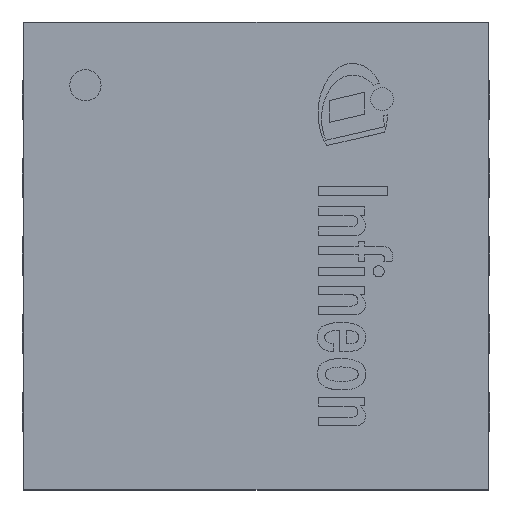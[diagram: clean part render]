
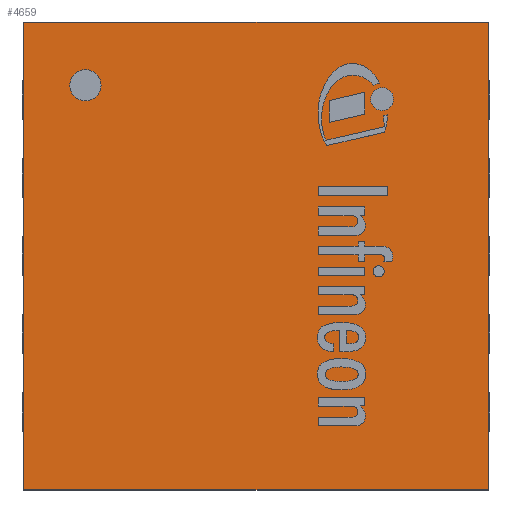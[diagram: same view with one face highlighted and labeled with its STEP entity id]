
A CAD part, top view. The second image highlights one B-rep face of the part: STEP entity #4659.
In plain terms, the highlighted planar face has unit normal (0, 0, 1).
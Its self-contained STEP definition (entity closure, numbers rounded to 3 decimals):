
#68=LINE('',#7068,#503);
#72=LINE('',#7076,#507);
#75=LINE('',#7082,#510);
#78=LINE('',#7087,#513);
#503=VECTOR('',#5529,1.);
#507=VECTOR('',#5535,1.);
#510=VECTOR('',#5540,1.);
#513=VECTOR('',#5545,1.);
#943=PLANE('',#4973);
#1092=FACE_BOUND('',#1394,.T.);
#1106=FACE_OUTER_BOUND('',#1393,.T.);
#1393=EDGE_LOOP('',(#3137,#3138,#3139,#3140));
#1394=EDGE_LOOP('',(#3141));
#1681=CIRCLE('',#4966,0.1);
#1947=VERTEX_POINT('',#7060);
#1949=VERTEX_POINT('',#7066);
#1950=VERTEX_POINT('',#7067);
#1953=VERTEX_POINT('',#7075);
#1955=VERTEX_POINT('',#7081);
#2417=EDGE_CURVE('',#1947,#1947,#1681,.T.);
#2419=EDGE_CURVE('',#1949,#1950,#68,.T.);
#2423=EDGE_CURVE('',#1950,#1953,#72,.T.);
#2426=EDGE_CURVE('',#1953,#1955,#75,.T.);
#2429=EDGE_CURVE('',#1955,#1949,#78,.T.);
#3137=ORIENTED_EDGE('',*,*,#2419,.F.);
#3138=ORIENTED_EDGE('',*,*,#2429,.F.);
#3139=ORIENTED_EDGE('',*,*,#2426,.F.);
#3140=ORIENTED_EDGE('',*,*,#2423,.F.);
#3141=ORIENTED_EDGE('',*,*,#2417,.T.);
#4659=ADVANCED_FACE('',(#1106,#1092),#943,.T.);
#4966=AXIS2_PLACEMENT_3D('',#7061,#5521,#5522);
#4973=AXIS2_PLACEMENT_3D('',#7089,#5547,#5548);
#5521=DIRECTION('center_axis',(0.,0.,-1.));
#5522=DIRECTION('ref_axis',(0.,-1.,0.));
#5529=DIRECTION('',(-1.,0.,0.));
#5535=DIRECTION('',(0.,1.,0.));
#5540=DIRECTION('',(1.,0.,0.));
#5545=DIRECTION('',(0.,-1.,0.));
#5547=DIRECTION('center_axis',(0.,0.,1.));
#5548=DIRECTION('ref_axis',(0.,-1.,0.));
#7060=CARTESIAN_POINT('',(-1.094,1.194,0.9));
#7061=CARTESIAN_POINT('Origin',(-1.094,1.094,0.9));
#7066=CARTESIAN_POINT('',(1.49,-1.5,0.9));
#7067=CARTESIAN_POINT('',(-1.49,-1.5,0.9));
#7068=CARTESIAN_POINT('',(1.49,-1.5,0.9));
#7075=CARTESIAN_POINT('',(-1.49,1.5,0.9));
#7076=CARTESIAN_POINT('',(-1.49,-1.5,0.9));
#7081=CARTESIAN_POINT('',(1.49,1.5,0.9));
#7082=CARTESIAN_POINT('',(-1.49,1.5,0.9));
#7087=CARTESIAN_POINT('',(1.49,1.5,0.9));
#7089=CARTESIAN_POINT('Origin',(0.,0.,0.9));
